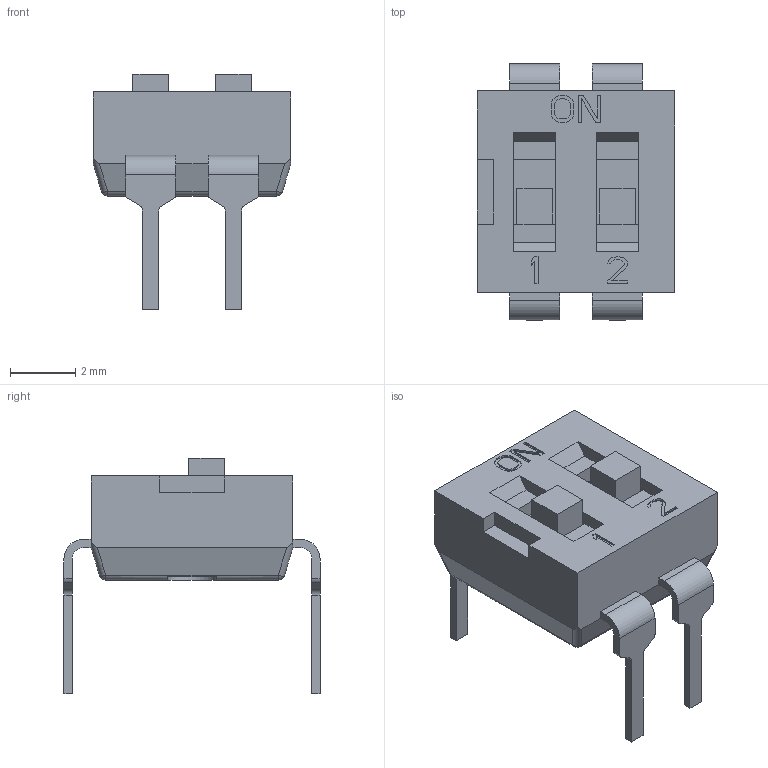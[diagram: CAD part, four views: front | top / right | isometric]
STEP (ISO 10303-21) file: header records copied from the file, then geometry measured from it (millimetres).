
FILE_DESCRIPTION (( 'STEP AP214' ), '1' );
FILE_NAME ('ADEN02TTU04.STEP', '2025-01-16T03:23:37', ( '' ), ( '' ), 'SwSTEP 2.0', 'SolidWorks 2023', '' );
FILE_SCHEMA (( 'AUTOMOTIVE_DESIGN' ));
Length unit declared in the file: millimetre
Products named in the file (1): ADEN02TTU04
Bounding box: 6.08 x 7.87 x 7.25 mm (x, y, z)
Volume: 117.8 mm3; surface area: 218.1 mm2
Topology: 1 solids, 1 shells, 231 faces, 642 edges, 420 vertices
Faces by surface type: plane 192, cylinder 35, bspline 4
Entity records: 9884 total; most frequent: CARTESIAN_POINT 1384, ORIENTED_EDGE 1284, DIRECTION 1158, EDGE_CURVE 642, VECTOR 562, LINE 562, VERTEX_POINT 420, AXIS2_PLACEMENT_3D 298
